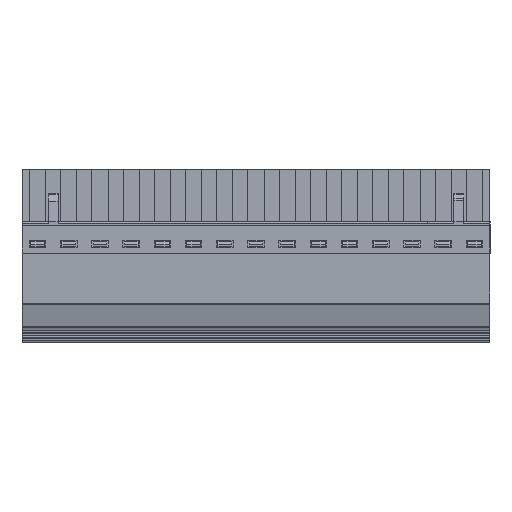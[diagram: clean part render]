
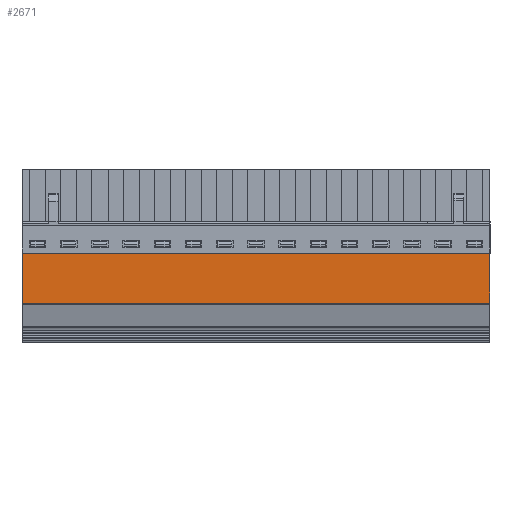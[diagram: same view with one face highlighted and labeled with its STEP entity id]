
A CAD part, front view. The second image highlights one B-rep face of the part: STEP entity #2671.
In plain terms, the highlighted planar face has unit normal (0, -1, 0).
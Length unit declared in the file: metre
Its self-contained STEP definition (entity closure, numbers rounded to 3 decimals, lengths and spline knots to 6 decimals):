
#2671=ADVANCED_FACE('',(#5561),#5562,.T.);
#5561=FACE_OUTER_BOUND('',#8463,.T.);
#5562=PLANE('',#8464);
#8463=EDGE_LOOP('',(#15939,#15940,#15941,#15942,#15943,#15944,#15945,#15946,#15947,#15948));
#8464=AXIS2_PLACEMENT_3D('',#15949,#15950,#15951);
#15939=ORIENTED_EDGE('',*,*,#16654,.T.);
#15940=ORIENTED_EDGE('',*,*,#17521,.T.);
#15941=ORIENTED_EDGE('',*,*,#17839,.F.);
#15942=ORIENTED_EDGE('',*,*,#17507,.T.);
#15943=ORIENTED_EDGE('',*,*,#18925,.T.);
#15944=ORIENTED_EDGE('',*,*,#18922,.T.);
#15945=ORIENTED_EDGE('',*,*,#19028,.F.);
#15946=ORIENTED_EDGE('',*,*,#16572,.F.);
#15947=ORIENTED_EDGE('',*,*,#16569,.T.);
#15948=ORIENTED_EDGE('',*,*,#18898,.T.);
#15949=CARTESIAN_POINT('',(-0.02195,-0.035437,-0.075199));
#15950=DIRECTION('',(0.,-1.0,0.));
#15951=DIRECTION('',(0.,0.,1.0));
#16569=EDGE_CURVE('',#19818,#19816,#19819,.T.);
#16572=EDGE_CURVE('',#19818,#19822,#19823,.T.);
#16654=EDGE_CURVE('',#19940,#19938,#19941,.T.);
#17507=EDGE_CURVE('',#21176,#21174,#21177,.T.);
#17521=EDGE_CURVE('',#19938,#21197,#21199,.T.);
#17839=EDGE_CURVE('',#21176,#21197,#21689,.T.);
#18898=EDGE_CURVE('',#19816,#19940,#23178,.T.);
#18922=EDGE_CURVE('',#23205,#23203,#23206,.T.);
#18925=EDGE_CURVE('',#21174,#23205,#23209,.T.);
#19028=EDGE_CURVE('',#19822,#23203,#23334,.T.);
#19816=VERTEX_POINT('',#24487);
#19818=VERTEX_POINT('',#24490);
#19819=LINE('',#24491,#24492);
#19822=VERTEX_POINT('',#24496);
#19823=LINE('',#24497,#24498);
#19938=VERTEX_POINT('',#24651);
#19940=VERTEX_POINT('',#24654);
#19941=LINE('',#24655,#24656);
#21174=VERTEX_POINT('',#26454);
#21176=VERTEX_POINT('',#26457);
#21177=LINE('',#26458,#26459);
#21197=VERTEX_POINT('',#26487);
#21199=LINE('',#26490,#26491);
#21689=LINE('',#27399,#27400);
#23178=LINE('',#29431,#29432);
#23203=VERTEX_POINT('',#29468);
#23205=VERTEX_POINT('',#29471);
#23206=LINE('',#29472,#29473);
#23209=LINE('',#29477,#29478);
#23334=LINE('',#29658,#29659);
#24487=CARTESIAN_POINT('',(-0.02195,-0.035437,-0.064424));
#24490=CARTESIAN_POINT('',(-0.021946,-0.035437,-0.064424));
#24491=CARTESIAN_POINT('',(-0.02195,-0.035437,-0.064424));
#24492=VECTOR('',#30133,1.0);
#24496=CARTESIAN_POINT('',(-0.021946,-0.035437,-0.067526));
#24497=CARTESIAN_POINT('',(-0.021946,-0.035437,-0.075199));
#24498=VECTOR('',#30135,1.0);
#24651=CARTESIAN_POINT('',(0.053052,-0.035437,-0.076626));
#24654=CARTESIAN_POINT('',(-0.02195,-0.035437,-0.076626));
#24655=CARTESIAN_POINT('',(0.042814,-0.035437,-0.076626));
#24656=VECTOR('',#30235,1.0);
#26454=CARTESIAN_POINT('',(0.051947,-0.035437,-0.068613));
#26457=CARTESIAN_POINT('',(0.051947,-0.035437,-0.067526));
#26458=CARTESIAN_POINT('',(0.051947,-0.035437,-0.075199));
#26459=VECTOR('',#31025,1.0);
#26487=CARTESIAN_POINT('',(0.053052,-0.035437,-0.067526));
#26490=CARTESIAN_POINT('',(0.053052,-0.035437,-0.075199));
#26491=VECTOR('',#31041,1.0);
#27399=CARTESIAN_POINT('',(-0.02695,-0.035437,-0.067526));
#27400=VECTOR('',#31331,1.0);
#29431=CARTESIAN_POINT('',(-0.02195,-0.035437,-0.075199));
#29432=VECTOR('',#32250,1.0);
#29468=CARTESIAN_POINT('',(-0.020847,-0.035437,-0.067526));
#29471=CARTESIAN_POINT('',(-0.020847,-0.035437,-0.068613));
#29472=CARTESIAN_POINT('',(-0.020847,-0.035437,-0.075199));
#29473=VECTOR('',#32263,1.0);
#29477=CARTESIAN_POINT('',(-0.02195,-0.035437,-0.068613));
#29478=VECTOR('',#32265,1.0);
#29658=CARTESIAN_POINT('',(-0.02195,-0.035437,-0.067526));
#29659=VECTOR('',#32321,1.0);
#30133=DIRECTION('',(-1.0,0.,0.));
#30135=DIRECTION('',(0.,0.,-1.0));
#30235=DIRECTION('',(1.0,0.,0.));
#31025=DIRECTION('',(0.,0.,-1.0));
#31041=DIRECTION('',(0.,0.,1.0));
#31331=DIRECTION('',(1.0,0.,0.));
#32250=DIRECTION('',(0.,0.,-1.0));
#32263=DIRECTION('',(0.,0.,1.0));
#32265=DIRECTION('',(-1.0,0.,0.));
#32321=DIRECTION('',(1.0,0.,0.));
